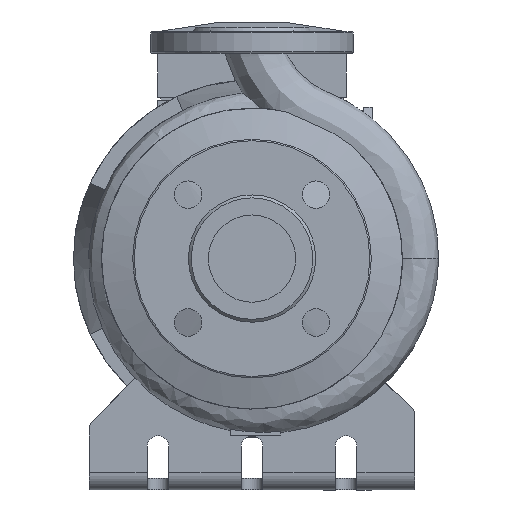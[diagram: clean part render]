
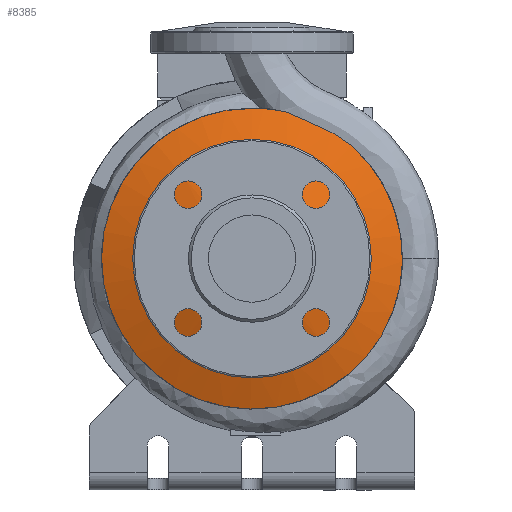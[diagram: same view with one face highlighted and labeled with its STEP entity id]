
A CAD part, left-side view. The second image highlights one B-rep face of the part: STEP entity #8385.
In plain terms, the highlighted conical face has half-angle 72.045 degrees and reference radius 72.095 mm.
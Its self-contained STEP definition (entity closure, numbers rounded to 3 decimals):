
#44=CONICAL_SURFACE('',#9266,72.095,1.257);
#164=B_SPLINE_CURVE_WITH_KNOTS('',3,(#16287,#16288,#16289,#16290,#16291,
#16292,#16293,#16294,#16295,#16296,#16297,#16298,#16299,#16300,#16301,#16302,
#16303,#16304,#16305,#16306,#16307,#16308,#16309,#16310,#16311,#16312,#16313,
#16314,#16315,#16316,#16317),.UNSPECIFIED.,.F.,.F.,(4,3,3,3,3,3,3,3,3,3,
4),(9.683,10.316,10.591,12.941,14.545,
14.839,15.03,18.818,20.836,22.45,
23.554),.UNSPECIFIED.);
#265=FACE_BOUND('',#1540,.T.);
#989=FACE_OUTER_BOUND('',#1539,.T.);
#1539=EDGE_LOOP('',(#7713,#7714));
#1540=EDGE_LOOP('',(#7715));
#3337=CIRCLE('',#9267,104.04);
#3338=CIRCLE('',#9268,40.15);
#4142=VERTEX_POINT('',#16278);
#4143=VERTEX_POINT('',#16286);
#4145=VERTEX_POINT('',#16374);
#5340=EDGE_CURVE('',#4143,#4142,#164,.T.);
#5344=EDGE_CURVE('',#4142,#4143,#3337,.T.);
#5345=EDGE_CURVE('',#4145,#4145,#3338,.T.);
#7713=ORIENTED_EDGE('',*,*,#5340,.T.);
#7714=ORIENTED_EDGE('',*,*,#5344,.T.);
#7715=ORIENTED_EDGE('',*,*,#5345,.F.);
#8385=ADVANCED_FACE('',(#989,#265),#44,.T.);
#9266=AXIS2_PLACEMENT_3D('',#16372,#11661,#11662);
#9267=AXIS2_PLACEMENT_3D('',#16373,#11663,#11664);
#9268=AXIS2_PLACEMENT_3D('',#16375,#11665,#11666);
#11661=DIRECTION('center_axis',(1.,0.,0.));
#11662=DIRECTION('ref_axis',(0.,0.,
1.));
#11663=DIRECTION('center_axis',(-1.,0.,0.));
#11664=DIRECTION('ref_axis',(0.,0.,
1.));
#11665=DIRECTION('center_axis',(-1.,0.,0.));
#11666=DIRECTION('ref_axis',(0.,0.,
1.));
#16278=CARTESIAN_POINT('',(-19.296,-23.817,261.277));
#16286=CARTESIAN_POINT('',(-19.296,-68.665,238.163));
#16287=CARTESIAN_POINT('Ctrl Pts',(-19.296,-68.665,238.163));
#16288=CARTESIAN_POINT('Ctrl Pts',(-19.322,-67.348,
239.213));
#16289=CARTESIAN_POINT('Ctrl Pts',(-19.349,-66.004,240.23));
#16290=CARTESIAN_POINT('Ctrl Pts',(-19.375,-64.636,
241.214));
#16291=CARTESIAN_POINT('Ctrl Pts',(-19.387,-64.042,241.642));
#16292=CARTESIAN_POINT('Ctrl Pts',(-19.398,-63.442,
242.064));
#16293=CARTESIAN_POINT('Ctrl Pts',(-19.41,-62.839,
242.477));
#16294=CARTESIAN_POINT('Ctrl Pts',(-19.509,-57.696,
246.012));
#16295=CARTESIAN_POINT('Ctrl Pts',(-19.595,-52.954,
248.578));
#16296=CARTESIAN_POINT('Ctrl Pts',(-19.66,-49.225,250.38));
#16297=CARTESIAN_POINT('Ctrl Pts',(-19.704,-46.679,251.612));
#16298=CARTESIAN_POINT('Ctrl Pts',(-19.739,-44.607,
252.491));
#16299=CARTESIAN_POINT('Ctrl Pts',(-19.761,-43.195,
253.069));
#16300=CARTESIAN_POINT('Ctrl Pts',(-19.765,-42.937,253.175));
#16301=CARTESIAN_POINT('Ctrl Pts',(-19.769,-42.702,
253.271));
#16302=CARTESIAN_POINT('Ctrl Pts',(-19.772,-42.49,253.358));
#16303=CARTESIAN_POINT('Ctrl Pts',(-19.773,-42.351,253.415));
#16304=CARTESIAN_POINT('Ctrl Pts',(-19.775,-42.218,
253.469));
#16305=CARTESIAN_POINT('Ctrl Pts',(-19.777,-42.081,
253.525));
#16306=CARTESIAN_POINT('Ctrl Pts',(-19.809,-39.385,
254.63));
#16307=CARTESIAN_POINT('Ctrl Pts',(-19.803,-36.6,
255.764));
#16308=CARTESIAN_POINT('Ctrl Pts',(-19.747,-33.845,
256.907));
#16309=CARTESIAN_POINT('Ctrl Pts',(-19.718,-32.377,
257.516));
#16310=CARTESIAN_POINT('Ctrl Pts',(-19.675,-30.918,
258.128));
#16311=CARTESIAN_POINT('Ctrl Pts',(-19.616,-29.488,
258.743));
#16312=CARTESIAN_POINT('Ctrl Pts',(-19.569,-28.343,259.235));
#16313=CARTESIAN_POINT('Ctrl Pts',(-19.513,-27.217,
259.729));
#16314=CARTESIAN_POINT('Ctrl Pts',(-19.447,-26.097,
260.233));
#16315=CARTESIAN_POINT('Ctrl Pts',(-19.401,-25.333,
260.577));
#16316=CARTESIAN_POINT('Ctrl Pts',(-19.351,-24.573,
260.925));
#16317=CARTESIAN_POINT('Ctrl Pts',(-19.296,-23.817,261.277));
#16372=CARTESIAN_POINT('Origin',(-29.648,0.,160.));
#16373=CARTESIAN_POINT('Origin',(-19.296,0.,160.));
#16374=CARTESIAN_POINT('',(-40.,0.,200.15));
#16375=CARTESIAN_POINT('Origin',(-40.,0.,160.));
